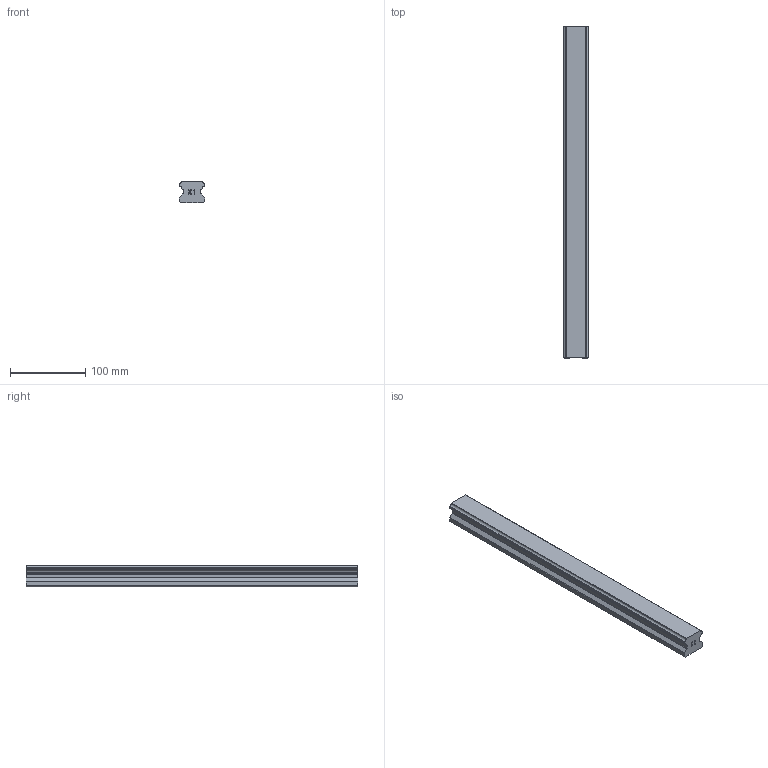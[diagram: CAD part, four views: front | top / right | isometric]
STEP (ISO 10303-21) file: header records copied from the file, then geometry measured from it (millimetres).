
FILE_DESCRIPTION(('STEP AP214'),'1');
FILE_NAME('cctmp_0EFD3E3C-69AA-4F8D-BC8A-E2E0736746BD_2021_01_27_11_31_41_0688..stp','2021-01-27T10:31:41',('HIWIN GmbH'),('CADClick - www.CADClick.com'),'Spatial InterOp 3D',' ','unknown authorization');
FILE_SCHEMA(('AUTOMOTIVE_DESIGN'));
Length unit declared in the file: millimetre
Products named in the file (1): HGR35T440C_FILE
Bounding box: 34 x 440 x 29 mm (x, y, z)
Volume: 370806.2 mm3; surface area: 61246.9 mm2
Topology: 1 solids, 1 shells, 139 faces, 387 edges, 248 vertices
Faces by surface type: plane 93, cylinder 34, cone 12
Entity records: 5465 total; most frequent: CARTESIAN_POINT 763, ORIENTED_EDGE 750, DIRECTION 723, EDGE_CURVE 375, LINE 307, VECTOR 307, VERTEX_POINT 248, AXIS2_PLACEMENT_3D 208
